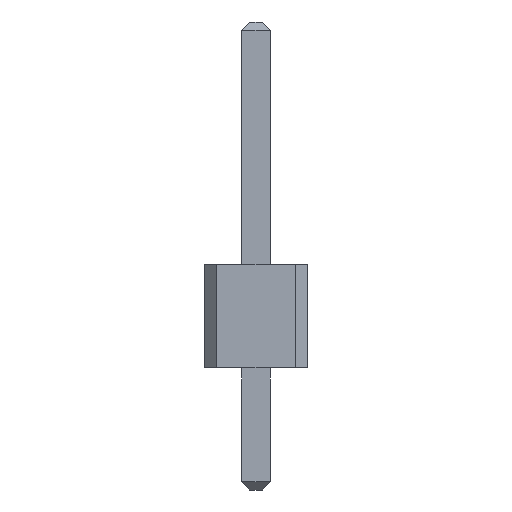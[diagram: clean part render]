
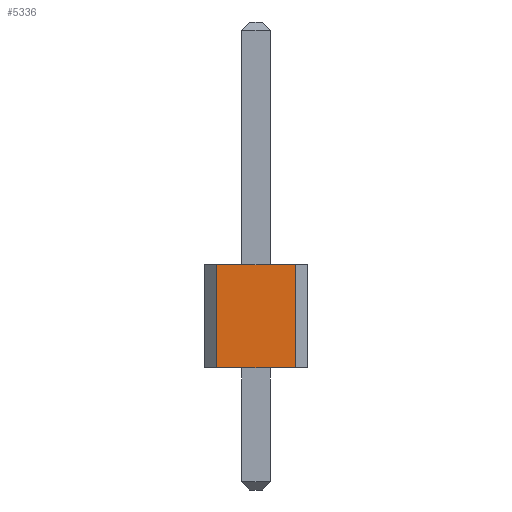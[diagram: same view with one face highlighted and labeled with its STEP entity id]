
A CAD part, front view. The second image highlights one B-rep face of the part: STEP entity #5336.
In plain terms, the highlighted planar face has unit normal (0, -1, 0).
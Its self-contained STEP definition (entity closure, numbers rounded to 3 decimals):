
#4418 = PLANE('',#4419);
#4419 = AXIS2_PLACEMENT_3D('',#4420,#4421,#4422);
#4420 = CARTESIAN_POINT('',(0.,-22.86,
    0.));
#4421 = DIRECTION('',(0.,0.,1.));
#4422 = DIRECTION('',(1.,0.,0.));
#4677 = PLANE('',#4678);
#4678 = AXIS2_PLACEMENT_3D('',#4679,#4680,#4681);
#4679 = CARTESIAN_POINT('',(0.,-22.86,2.54));
#4680 = DIRECTION('',(0.,0.,1.));
#4681 = DIRECTION('',(1.,0.,0.));
#4903 = VERTEX_POINT('',#4904);
#4904 = CARTESIAN_POINT('',(-0.97,-24.13,0.));
#4918 = PLANE('',#4919);
#4919 = AXIS2_PLACEMENT_3D('',#4920,#4921,#4922);
#4920 = CARTESIAN_POINT('',(-1.12,-23.98,0.));
#4921 = DIRECTION('',(-0.707,-0.707,0.));
#4922 = DIRECTION('',(0.,0.,1.));
#4930 = EDGE_CURVE('',#4931,#4903,#4933,.T.);
#4931 = VERTEX_POINT('',#4932);
#4932 = CARTESIAN_POINT('',(0.97,-24.13,0.));
#4933 = SURFACE_CURVE('',#4934,(#4938,#4945),.PCURVE_S1.);
#4934 = LINE('',#4935,#4936);
#4935 = CARTESIAN_POINT('',(1.27,-24.13,0.));
#4936 = VECTOR('',#4937,1.);
#4937 = DIRECTION('',(-1.,0.,0.));
#4938 = PCURVE('',#4418,#4939);
#4939 = DEFINITIONAL_REPRESENTATION('',(#4940),#4944);
#4940 = LINE('',#4941,#4942);
#4941 = CARTESIAN_POINT('',(1.27,-1.27));
#4942 = VECTOR('',#4943,1.);
#4943 = DIRECTION('',(-1.,0.));
#4944 = ( GEOMETRIC_REPRESENTATION_CONTEXT(2) 
PARAMETRIC_REPRESENTATION_CONTEXT() REPRESENTATION_CONTEXT('2D SPACE',''
  ) );
#4945 = PCURVE('',#4946,#4951);
#4946 = PLANE('',#4947);
#4947 = AXIS2_PLACEMENT_3D('',#4948,#4949,#4950);
#4948 = CARTESIAN_POINT('',(1.27,-24.13,0.));
#4949 = DIRECTION('',(0.,-1.,0.));
#4950 = DIRECTION('',(-1.,0.,0.));
#4951 = DEFINITIONAL_REPRESENTATION('',(#4952),#4956);
#4952 = LINE('',#4953,#4954);
#4953 = CARTESIAN_POINT('',(0.,-0.));
#4954 = VECTOR('',#4955,1.);
#4955 = DIRECTION('',(1.,0.));
#4956 = ( GEOMETRIC_REPRESENTATION_CONTEXT(2) 
PARAMETRIC_REPRESENTATION_CONTEXT() REPRESENTATION_CONTEXT('2D SPACE',''
  ) );
#4974 = PLANE('',#4975);
#4975 = AXIS2_PLACEMENT_3D('',#4976,#4977,#4978);
#4976 = CARTESIAN_POINT('',(1.12,-23.98,0.));
#4977 = DIRECTION('',(0.707,-0.707,0.));
#4978 = DIRECTION('',(0.,0.,1.));
#5167 = VERTEX_POINT('',#5168);
#5168 = CARTESIAN_POINT('',(-0.97,-24.13,2.54));
#5189 = EDGE_CURVE('',#5190,#5167,#5192,.T.);
#5190 = VERTEX_POINT('',#5191);
#5191 = CARTESIAN_POINT('',(0.97,-24.13,2.54));
#5192 = SURFACE_CURVE('',#5193,(#5197,#5204),.PCURVE_S1.);
#5193 = LINE('',#5194,#5195);
#5194 = CARTESIAN_POINT('',(1.27,-24.13,2.54));
#5195 = VECTOR('',#5196,1.);
#5196 = DIRECTION('',(-1.,0.,0.));
#5197 = PCURVE('',#4677,#5198);
#5198 = DEFINITIONAL_REPRESENTATION('',(#5199),#5203);
#5199 = LINE('',#5200,#5201);
#5200 = CARTESIAN_POINT('',(1.27,-1.27));
#5201 = VECTOR('',#5202,1.);
#5202 = DIRECTION('',(-1.,0.));
#5203 = ( GEOMETRIC_REPRESENTATION_CONTEXT(2) 
PARAMETRIC_REPRESENTATION_CONTEXT() REPRESENTATION_CONTEXT('2D SPACE',''
  ) );
#5204 = PCURVE('',#4946,#5205);
#5205 = DEFINITIONAL_REPRESENTATION('',(#5206),#5210);
#5206 = LINE('',#5207,#5208);
#5207 = CARTESIAN_POINT('',(0.,-2.54));
#5208 = VECTOR('',#5209,1.);
#5209 = DIRECTION('',(1.,0.));
#5210 = ( GEOMETRIC_REPRESENTATION_CONTEXT(2) 
PARAMETRIC_REPRESENTATION_CONTEXT() REPRESENTATION_CONTEXT('2D SPACE',''
  ) );
#5316 = EDGE_CURVE('',#4931,#5190,#5317,.T.);
#5317 = SURFACE_CURVE('',#5318,(#5322,#5329),.PCURVE_S1.);
#5318 = LINE('',#5319,#5320);
#5319 = CARTESIAN_POINT('',(0.97,-24.13,0.));
#5320 = VECTOR('',#5321,1.);
#5321 = DIRECTION('',(0.,0.,1.));
#5322 = PCURVE('',#4974,#5323);
#5323 = DEFINITIONAL_REPRESENTATION('',(#5324),#5328);
#5324 = LINE('',#5325,#5326);
#5325 = CARTESIAN_POINT('',(0.,0.212));
#5326 = VECTOR('',#5327,1.);
#5327 = DIRECTION('',(1.,0.));
#5328 = ( GEOMETRIC_REPRESENTATION_CONTEXT(2) 
PARAMETRIC_REPRESENTATION_CONTEXT() REPRESENTATION_CONTEXT('2D SPACE',''
  ) );
#5329 = PCURVE('',#4946,#5330);
#5330 = DEFINITIONAL_REPRESENTATION('',(#5331),#5335);
#5331 = LINE('',#5332,#5333);
#5332 = CARTESIAN_POINT('',(0.3,0.));
#5333 = VECTOR('',#5334,1.);
#5334 = DIRECTION('',(0.,-1.));
#5335 = ( GEOMETRIC_REPRESENTATION_CONTEXT(2) 
PARAMETRIC_REPRESENTATION_CONTEXT() REPRESENTATION_CONTEXT('2D SPACE',''
  ) );
#5336 = ADVANCED_FACE('',(#5337),#4946,.T.);
#5337 = FACE_BOUND('',#5338,.T.);
#5338 = EDGE_LOOP('',(#5339,#5340,#5341,#5342));
#5339 = ORIENTED_EDGE('',*,*,#4930,.F.);
#5340 = ORIENTED_EDGE('',*,*,#5316,.T.);
#5341 = ORIENTED_EDGE('',*,*,#5189,.T.);
#5342 = ORIENTED_EDGE('',*,*,#5343,.F.);
#5343 = EDGE_CURVE('',#4903,#5167,#5344,.T.);
#5344 = SURFACE_CURVE('',#5345,(#5349,#5356),.PCURVE_S1.);
#5345 = LINE('',#5346,#5347);
#5346 = CARTESIAN_POINT('',(-0.97,-24.13,0.));
#5347 = VECTOR('',#5348,1.);
#5348 = DIRECTION('',(0.,0.,1.));
#5349 = PCURVE('',#4946,#5350);
#5350 = DEFINITIONAL_REPRESENTATION('',(#5351),#5355);
#5351 = LINE('',#5352,#5353);
#5352 = CARTESIAN_POINT('',(2.24,0.));
#5353 = VECTOR('',#5354,1.);
#5354 = DIRECTION('',(0.,-1.));
#5355 = ( GEOMETRIC_REPRESENTATION_CONTEXT(2) 
PARAMETRIC_REPRESENTATION_CONTEXT() REPRESENTATION_CONTEXT('2D SPACE',''
  ) );
#5356 = PCURVE('',#4918,#5357);
#5357 = DEFINITIONAL_REPRESENTATION('',(#5358),#5362);
#5358 = LINE('',#5359,#5360);
#5359 = CARTESIAN_POINT('',(0.,-0.212));
#5360 = VECTOR('',#5361,1.);
#5361 = DIRECTION('',(1.,0.));
#5362 = ( GEOMETRIC_REPRESENTATION_CONTEXT(2) 
PARAMETRIC_REPRESENTATION_CONTEXT() REPRESENTATION_CONTEXT('2D SPACE',''
  ) );
